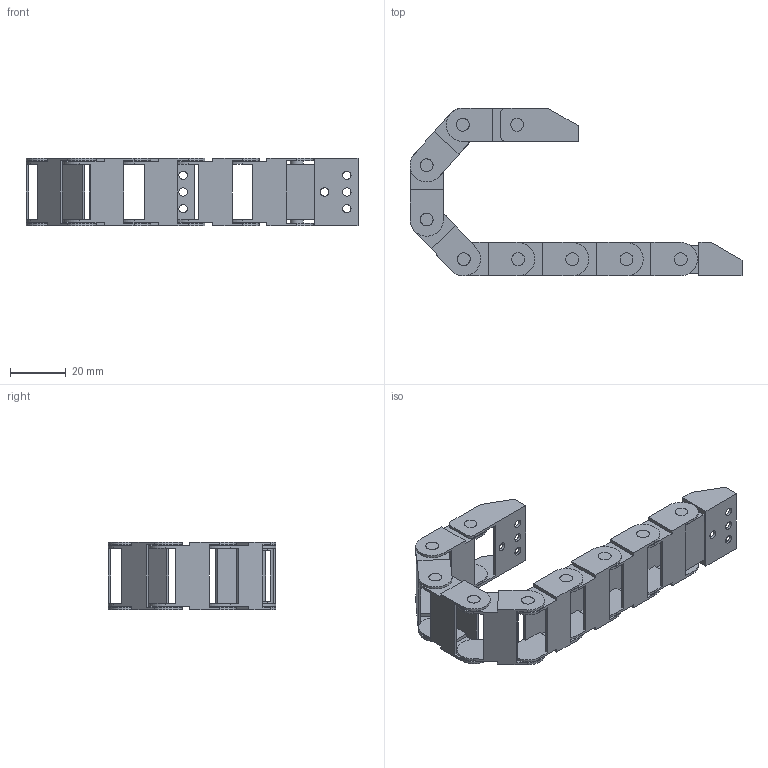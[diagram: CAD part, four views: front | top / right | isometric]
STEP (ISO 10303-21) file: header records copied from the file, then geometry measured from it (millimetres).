
FILE_DESCRIPTION (( 'STEP AP203' ), '1' );
FILE_NAME ('e-chain cable carrier.STEP', '2018-12-26T16:10:45', ( 'DASSAULT SYSTEMES' ), ( 'DASSAULT SYSTEMES' ), 'SwSTEP 2.0', 'SolidWorks 2018', '' );
FILE_SCHEMA (( 'CONFIG_CONTROL_DESIGN' ));
Length unit declared in the file: inch
Products named in the file (4): e-chain cable carrier; e-chain cable carrier mounting bracket 050-20-12_end1; e-chain cable carrier mounting bracket 050-20-12_end1_fixed bracket; e-chain cable carrier link 05-4-038-0
Assembly tree (10 placements, depth 2):
  e-chain cable carrier
    e-chain cable carrier link 05-4-038-0  x8
    e-chain cable carrier mounting bracket 050-20-12_end1
    e-chain cable carrier mounting bracket 050-20-12_end1_fixed bracket
Bounding box: 119.33 x 60.3 x 24.13 mm (x, y, z)
Volume: 12008.7 mm3; surface area: 25737.3 mm2
Topology: 10 solids, 10 shells, 360 faces, 1014 edges, 676 vertices
Faces by surface type: plane 215, cylinder 145
Entity records: 4182 total; most frequent: DIRECTION 638, CARTESIAN_POINT 621, ORIENTED_EDGE 600, EDGE_CURVE 300, AXIS2_PLACEMENT_3D 217, VECTOR 204, LINE 204, VERTEX_POINT 200
